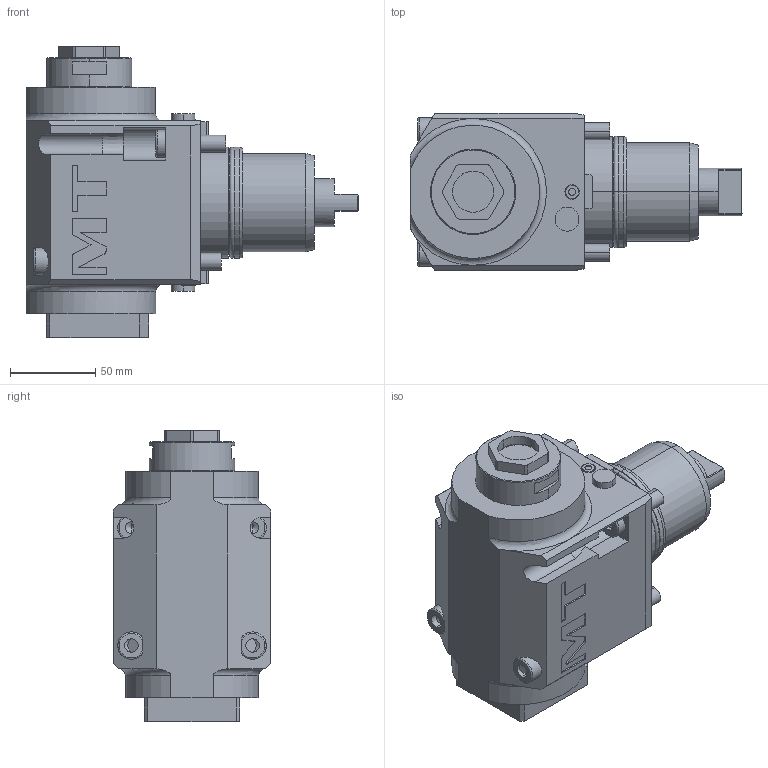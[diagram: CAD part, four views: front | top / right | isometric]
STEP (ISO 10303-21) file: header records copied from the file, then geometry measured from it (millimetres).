
FILE_DESCRIPTION((''),'2;1');
FILE_NAME('NKM0610232_CONF','2023-03-28T12:15:32',('gvalli'),('M.T. srl'),'CREO PARAMETRIC BY PTC INC, 2021072','CREO PARAMETRIC BY PTC INC, 2021072','');
FILE_SCHEMA(('CONFIG_CONTROL_DESIGN'));
Length unit declared in the file: millimetre
Products named in the file (1): NKM0610232_CONF
Bounding box: 194.5 x 92 x 170.53 mm (x, y, z)
Volume: 1303984.1 mm3; surface area: 93283.4 mm2
Topology: 1 solids, 1 shells, 263 faces, 648 edges, 418 vertices
Faces by surface type: plane 149, cylinder 70, torus 22, cone 16, extrusion 4, bspline 2
Entity records: 8425 total; most frequent: CARTESIAN_POINT 2094, DIRECTION 1310, ORIENTED_EDGE 1288, EDGE_CURVE 644, AXIS2_PLACEMENT_3D 455, VERTEX_POINT 418, VECTOR 400, LINE 396
